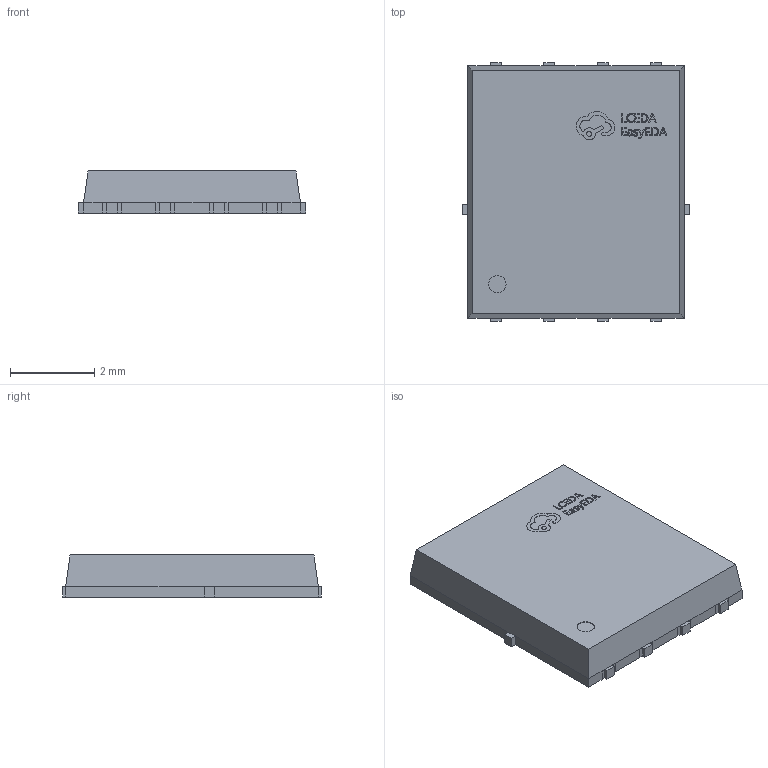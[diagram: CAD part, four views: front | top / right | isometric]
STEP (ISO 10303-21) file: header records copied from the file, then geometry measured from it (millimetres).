
FILE_DESCRIPTION (( 'STEP AP214' ), '1' );
FILE_NAME ('PG-TDSON-8-FL_L5.0-W6.0-H1.0-P1.27-LS6.2-BL.step', '2022-07-08T08:30:17', ( '' ), ( '' ), 'SwSTEP 2.0', 'SolidWorks 2020', '' );
FILE_SCHEMA (( 'AUTOMOTIVE_DESIGN' ));
Length unit declared in the file: millimetre
Products named in the file (1): PG-TDSON-8-FL_L5.0-W6.0-H1.0-P1.27-LS6.2-BL
Bounding box: 5.41 x 6.15 x 1 mm (x, y, z)
Volume: 30.1 mm3; surface area: 134.6 mm2
Topology: 4 solids, 4 shells, 449 faces, 1218 edges, 804 vertices
Faces by surface type: plane 333, bspline 114, cylinder 2
Entity records: 18149 total; most frequent: CARTESIAN_POINT 4834, ORIENTED_EDGE 2436, DIRECTION 1662, EDGE_CURVE 1218, VECTOR 982, LINE 982, VERTEX_POINT 804, EDGE_LOOP 476
